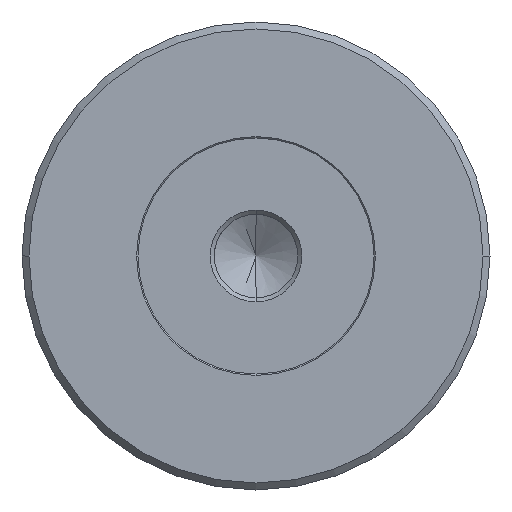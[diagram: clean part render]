
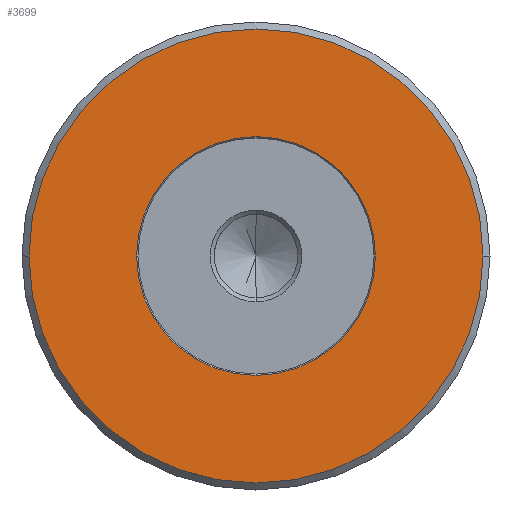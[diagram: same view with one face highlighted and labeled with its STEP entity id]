
A CAD part, front view. The second image highlights one B-rep face of the part: STEP entity #3699.
In plain terms, the highlighted planar face has unit normal (0, -1, 0).
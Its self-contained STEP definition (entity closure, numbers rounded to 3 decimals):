
#176 = EDGE_LOOP ( 'NONE', ( #1901, #3657 ) ) ;
#283 = AXIS2_PLACEMENT_3D ( 'NONE', #563, #2339, #1362 ) ;
#337 = CIRCLE ( 'NONE', #2260, 16.35 ) ;
#397 = VERTEX_POINT ( 'NONE', #1742 ) ;
#480 = CARTESIAN_POINT ( 'NONE',  ( 0., 0., 0. ) ) ;
#506 = PLANE ( 'NONE',  #283 ) ;
#563 = CARTESIAN_POINT ( 'NONE',  ( 8.5, 0., 0. ) ) ;
#808 = CARTESIAN_POINT ( 'NONE',  ( 0., 0., 0. ) ) ;
#834 = ORIENTED_EDGE ( 'NONE', *, *, #2118, .T. ) ;
#931 = EDGE_CURVE ( 'NONE', #397, #1389, #2147, .T. ) ;
#980 = DIRECTION ( 'NONE',  ( 1., 0., 0. ) ) ;
#1120 = FACE_BOUND ( 'NONE', #176, .T. ) ;
#1255 = CIRCLE ( 'NONE', #1772, 16.35 ) ;
#1287 = DIRECTION ( 'NONE',  ( 0., -1., 0. ) ) ;
#1362 = DIRECTION ( 'NONE',  ( 0., 0., -1. ) ) ;
#1389 = VERTEX_POINT ( 'NONE', #3681 ) ;
#1410 = DIRECTION ( 'NONE',  ( -1., 0., 0. ) ) ;
#1742 = CARTESIAN_POINT ( 'NONE',  ( 8.6, 0., 0. ) ) ;
#1756 = DIRECTION ( 'NONE',  ( -1., 0., 0. ) ) ;
#1772 = AXIS2_PLACEMENT_3D ( 'NONE', #808, #1287, #1778 ) ;
#1778 = DIRECTION ( 'NONE',  ( 1., 0., 0. ) ) ;
#1832 = CARTESIAN_POINT ( 'NONE',  ( -16.35, 0., 0. ) ) ;
#1901 = ORIENTED_EDGE ( 'NONE', *, *, #2447, .F. ) ;
#1931 = EDGE_CURVE ( 'NONE', #3710, #3412, #337, .T. ) ;
#2061 = CARTESIAN_POINT ( 'NONE',  ( 0., 0., 0. ) ) ;
#2118 = EDGE_CURVE ( 'NONE', #3412, #3710, #1255, .T. ) ;
#2139 = FACE_OUTER_BOUND ( 'NONE', #2263, .T. ) ;
#2147 = CIRCLE ( 'NONE', #3342, 8.6 ) ;
#2260 = AXIS2_PLACEMENT_3D ( 'NONE', #480, #2631, #980 ) ;
#2263 = EDGE_LOOP ( 'NONE', ( #3202, #834 ) ) ;
#2293 = DIRECTION ( 'NONE',  ( 0., -1., 0. ) ) ;
#2339 = DIRECTION ( 'NONE',  ( 0., -1., 0. ) ) ;
#2356 = CARTESIAN_POINT ( 'NONE',  ( 0., 0., 0. ) ) ;
#2447 = EDGE_CURVE ( 'NONE', #1389, #397, #3580, .T. ) ;
#2504 = AXIS2_PLACEMENT_3D ( 'NONE', #2356, #2293, #1756 ) ;
#2631 = DIRECTION ( 'NONE',  ( 0., -1., 0. ) ) ;
#3202 = ORIENTED_EDGE ( 'NONE', *, *, #1931, .T. ) ;
#3342 = AXIS2_PLACEMENT_3D ( 'NONE', #2061, #3463, #1410 ) ;
#3412 = VERTEX_POINT ( 'NONE', #1832 ) ;
#3463 = DIRECTION ( 'NONE',  ( 0., -1., 0. ) ) ;
#3477 = CARTESIAN_POINT ( 'NONE',  ( 16.35, 0., 0. ) ) ;
#3580 = CIRCLE ( 'NONE', #2504, 8.6 ) ;
#3657 = ORIENTED_EDGE ( 'NONE', *, *, #931, .F. ) ;
#3681 = CARTESIAN_POINT ( 'NONE',  ( -8.6, 0., 0. ) ) ;
#3699 = ADVANCED_FACE ( 'NONE', ( #2139, #1120 ), #506, .T. ) ;
#3710 = VERTEX_POINT ( 'NONE', #3477 ) ;
